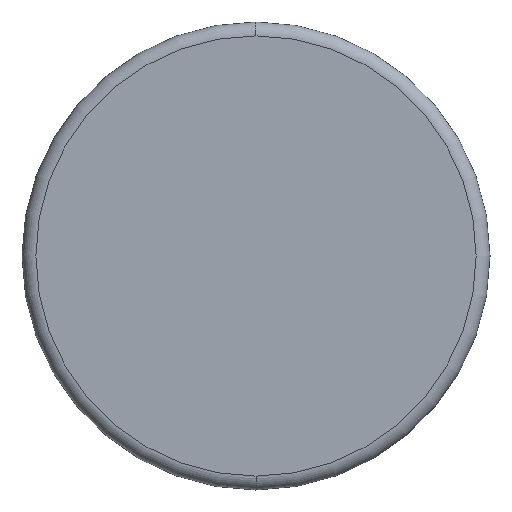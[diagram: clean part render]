
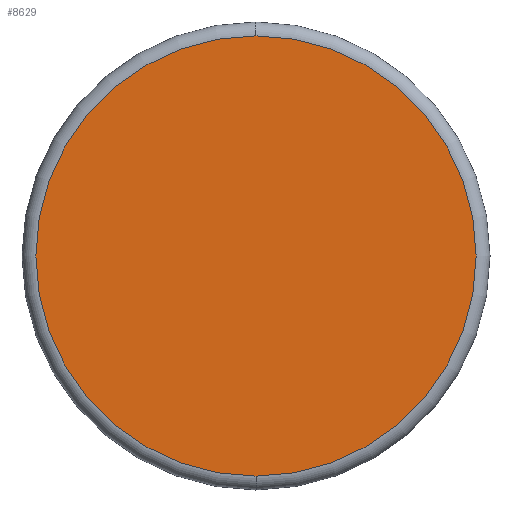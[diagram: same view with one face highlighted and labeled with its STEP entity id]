
A CAD part, left-side view. The second image highlights one B-rep face of the part: STEP entity #8629.
In plain terms, the highlighted planar face has unit normal (-1, 0, 0).
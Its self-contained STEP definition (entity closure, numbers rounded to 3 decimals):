
#1460 = AXIS2_PLACEMENT_3D ( 'NONE', #3444, #11519, #14909 ) ;
#3444 = CARTESIAN_POINT ( 'NONE',  ( 8.684, 0., 0. ) ) ;
#4013 = EDGE_LOOP ( 'NONE', ( #14451, #9923 ) ) ;
#4424 = EDGE_CURVE ( 'NONE', #8112, #8890, #20109, .T. ) ;
#4456 = DIRECTION ( 'NONE',  ( 1., 0., 0. ) ) ;
#8112 = VERTEX_POINT ( 'NONE', #10935 ) ;
#8629 = ADVANCED_FACE ( 'NONE', ( #19746 ), #16468, .F. ) ;
#8890 = VERTEX_POINT ( 'NONE', #16866 ) ;
#9711 = DIRECTION ( 'NONE',  ( 0., 0., -1. ) ) ;
#9923 = ORIENTED_EDGE ( 'NONE', *, *, #4424, .T. ) ;
#10686 = CARTESIAN_POINT ( 'NONE',  ( 8.684, 0., 0. ) ) ;
#10896 = CIRCLE ( 'NONE', #1460, 15.85 ) ;
#10935 = CARTESIAN_POINT ( 'NONE',  ( 8.684, 0., 15.85 ) ) ;
#11228 = CARTESIAN_POINT ( 'NONE',  ( 8.684, 0., 0. ) ) ;
#11519 = DIRECTION ( 'NONE',  ( -1., 0., 0. ) ) ;
#12581 = EDGE_CURVE ( 'NONE', #8890, #8112, #10896, .T. ) ;
#14451 = ORIENTED_EDGE ( 'NONE', *, *, #12581, .T. ) ;
#14909 = DIRECTION ( 'NONE',  ( 0., 0., -1. ) ) ;
#16468 = PLANE ( 'NONE',  #17158 ) ;
#16866 = CARTESIAN_POINT ( 'NONE',  ( 8.684, 0., -15.85 ) ) ;
#17158 = AXIS2_PLACEMENT_3D ( 'NONE', #11228, #4456, #9711 ) ;
#17333 = DIRECTION ( 'NONE',  ( 0., 0., -1. ) ) ;
#19380 = AXIS2_PLACEMENT_3D ( 'NONE', #10686, #20620, #17333 ) ;
#19746 = FACE_OUTER_BOUND ( 'NONE', #4013, .T. ) ;
#20109 = CIRCLE ( 'NONE', #19380, 15.85 ) ;
#20620 = DIRECTION ( 'NONE',  ( -1., 0., 0. ) ) ;
